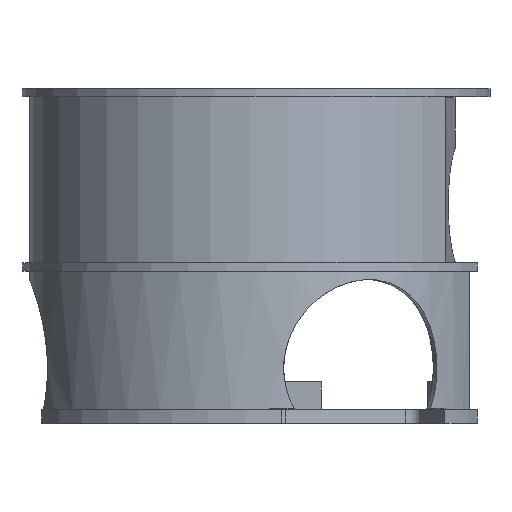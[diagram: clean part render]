
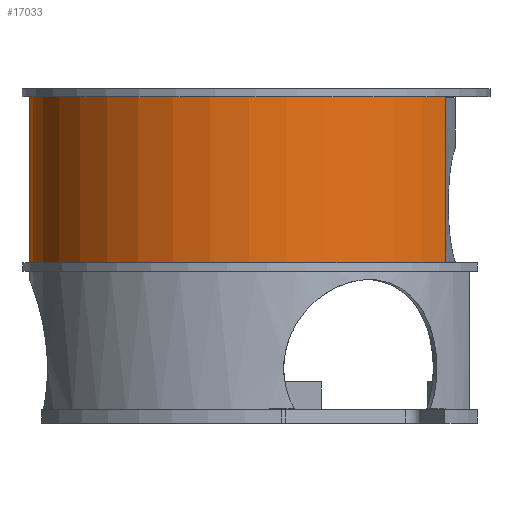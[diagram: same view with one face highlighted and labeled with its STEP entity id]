
A CAD part, left-side view. The second image highlights one B-rep face of the part: STEP entity #17033.
In plain terms, the highlighted cylindrical face has radius 81.9 mm (diameter 163.8 mm), a partial arc.
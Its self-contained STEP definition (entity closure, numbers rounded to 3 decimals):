
#2382=LINE('',#29230,#4012);
#2383=LINE('',#29236,#4013);
#4012=VECTOR('',#22979,10.);
#4013=VECTOR('',#22986,10.);
#4409=CYLINDRICAL_SURFACE('',#18549,81.9);
#5241=FACE_OUTER_BOUND('',#6323,.T.);
#6323=EDGE_LOOP('',(#15248,#15249,#15250,#15251));
#7045=CIRCLE('',#18550,81.9);
#7046=CIRCLE('',#18551,81.9);
#8485=VERTEX_POINT('',#29226);
#8486=VERTEX_POINT('',#29228);
#8487=VERTEX_POINT('',#29232);
#8488=VERTEX_POINT('',#29234);
#10767=EDGE_CURVE('',#8485,#8486,#2382,.F.);
#10768=EDGE_CURVE('',#8487,#8485,#7045,.F.);
#10769=EDGE_CURVE('',#8488,#8486,#7046,.F.);
#10770=EDGE_CURVE('',#8487,#8488,#2383,.F.);
#15248=ORIENTED_EDGE('',*,*,#10768,.T.);
#15249=ORIENTED_EDGE('',*,*,#10767,.T.);
#15250=ORIENTED_EDGE('',*,*,#10769,.F.);
#15251=ORIENTED_EDGE('',*,*,#10770,.F.);
#17033=ADVANCED_FACE('',(#5241),#4409,.T.);
#18549=AXIS2_PLACEMENT_3D('',#29231,#22980,#22981);
#18550=AXIS2_PLACEMENT_3D('',#29233,#22982,#22983);
#18551=AXIS2_PLACEMENT_3D('',#29235,#22984,#22985);
#22979=DIRECTION('',(0.,0.,-1.));
#22980=DIRECTION('center_axis',(0.,0.,1.));
#22981=DIRECTION('ref_axis',(0.,1.,0.));
#22982=DIRECTION('center_axis',(0.,0.,-1.));
#22983=DIRECTION('ref_axis',(0.5,-0.866,0.));
#22984=DIRECTION('center_axis',(0.,0.,-1.));
#22985=DIRECTION('ref_axis',(0.5,-0.866,0.));
#22986=DIRECTION('',(0.,0.,-1.));
#29226=CARTESIAN_POINT('',(-44.742,-68.599,57.3));
#29228=CARTESIAN_POINT('',(-44.742,-68.599,118.7));
#29230=CARTESIAN_POINT('',(-44.742,-68.599,57.));
#29231=CARTESIAN_POINT('Origin',(0.,0.,57.));
#29232=CARTESIAN_POINT('',(44.742,-68.599,57.3));
#29233=CARTESIAN_POINT('Origin',(0.,0.,57.3));
#29234=CARTESIAN_POINT('',(44.742,-68.599,118.7));
#29235=CARTESIAN_POINT('Origin',(0.,0.,118.7));
#29236=CARTESIAN_POINT('',(44.742,-68.599,57.));
